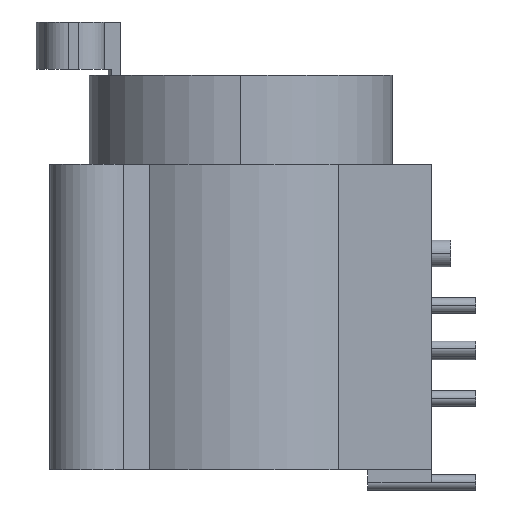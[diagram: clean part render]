
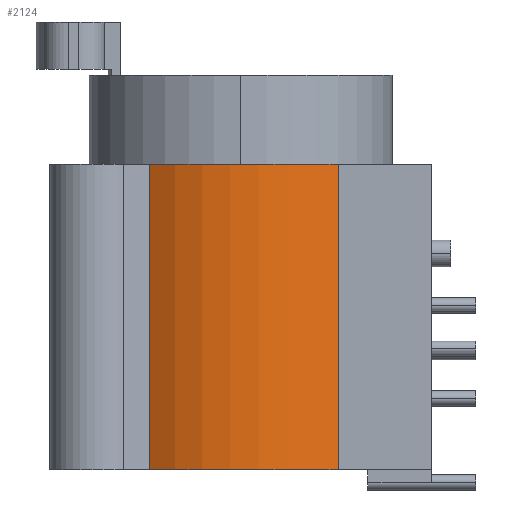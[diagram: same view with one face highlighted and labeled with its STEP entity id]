
A CAD part, left-side view. The second image highlights one B-rep face of the part: STEP entity #2124.
In plain terms, the highlighted cylindrical face has radius 13 mm (diameter 26 mm), a partial arc.
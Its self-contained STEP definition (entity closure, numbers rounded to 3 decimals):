
#43=CARTESIAN_POINT('',(0.,0.,0.));
#44=DIRECTION('',(0.,0.,1.));
#45=DIRECTION('',(-0.835,0.55,0.));
#46=AXIS2_PLACEMENT_3D('',#43,#44,#45);
#138=CARTESIAN_POINT('',(0.,0.,-24.));
#139=DIRECTION('',(0.,0.,1.));
#140=DIRECTION('',(-0.835,0.55,0.));
#141=AXIS2_PLACEMENT_3D('',#138,#139,#140);
#607=DIRECTION('',(0.,0.,-1.));
#608=VECTOR('',#607,24.);
#609=CARTESIAN_POINT('',(-10.5,-7.665,0.));
#610=LINE('',#609,#608);
#611=DIRECTION('',(0.,0.,-1.));
#612=VECTOR('',#611,24.);
#613=CARTESIAN_POINT('',(-10.856,7.151,0.));
#614=LINE('',#613,#612);
#995=CARTESIAN_POINT('',(-10.856,7.151,0.));
#996=VERTEX_POINT('',#995);
#997=CARTESIAN_POINT('',(-10.5,-7.665,0.));
#998=VERTEX_POINT('',#997);
#1021=CARTESIAN_POINT('',(-10.856,7.151,-24.));
#1022=VERTEX_POINT('',#1021);
#1023=CARTESIAN_POINT('',(-10.5,-7.665,-24.));
#1024=VERTEX_POINT('',#1023);
#2112=CARTESIAN_POINT('',(0.,0.,0.));
#2113=DIRECTION('',(0.,0.,1.));
#2114=DIRECTION('',(1.,0.,0.));
#2115=AXIS2_PLACEMENT_3D('',#2112,#2113,#2114);
#2116=CYLINDRICAL_SURFACE('',#2115,13.);
#2117=ORIENTED_EDGE('',*,*,#1282,.T.);
#2118=ORIENTED_EDGE('',*,*,#2107,.T.);
#2119=ORIENTED_EDGE('',*,*,#1362,.F.);
#2121=ORIENTED_EDGE('',*,*,#2120,.F.);
#2122=EDGE_LOOP('',(#2117,#2118,#2119,#2121));
#2123=FACE_OUTER_BOUND('',#2122,.F.);
#2124=ADVANCED_FACE('',(#2123),#2116,.T.);
#47=CIRCLE('',#46,13.);
#142=CIRCLE('',#141,13.);
#1282=EDGE_CURVE('',#996,#998,#47,.T.);
#1362=EDGE_CURVE('',#1022,#1024,#142,.T.);
#2107=EDGE_CURVE('',#998,#1024,#610,.T.);
#2120=EDGE_CURVE('',#996,#1022,#614,.T.);
